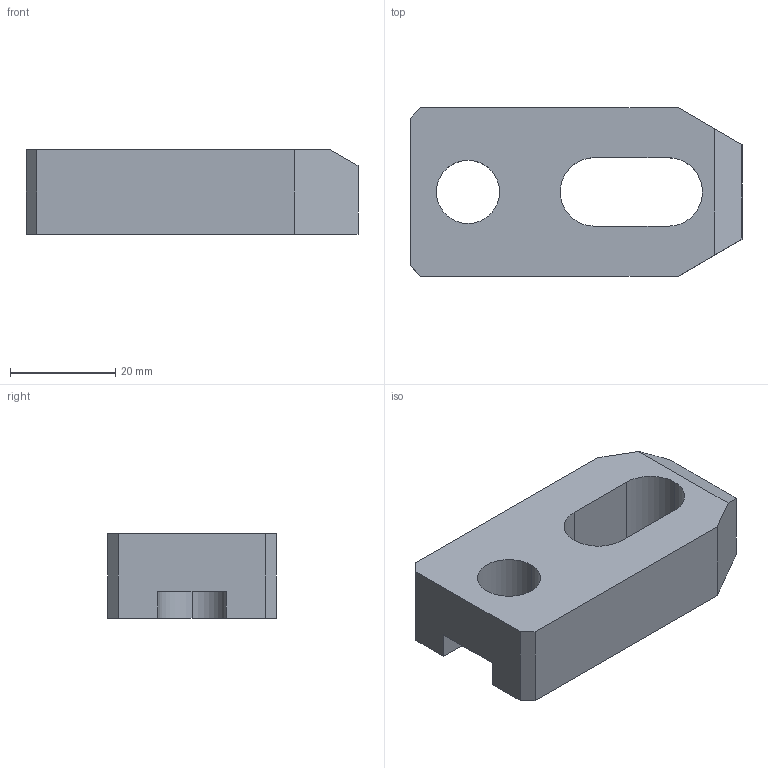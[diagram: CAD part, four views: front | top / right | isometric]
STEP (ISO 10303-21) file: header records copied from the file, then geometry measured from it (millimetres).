
FILE_DESCRIPTION (( 'STEP AP203' ), '1' );
FILE_NAME ('bj153-12063.STEP', '2021-10-24T23:47:42', ( '' ), ( '' ), 'SwSTEP 2.0', 'SolidWorks 2020', '' );
FILE_SCHEMA (( 'CONFIG_CONTROL_DESIGN' ));
Length unit declared in the file: millimetre
Products named in the file (1): bj153-12063
Bounding box: 63 x 32 x 16 mm (x, y, z)
Volume: 22455.2 mm3; surface area: 7481.1 mm2
Topology: 1 solids, 1 shells, 19 faces, 54 edges, 36 vertices
Faces by surface type: plane 14, cylinder 5
Entity records: 703 total; most frequent: CARTESIAN_POINT 110, ORIENTED_EDGE 108, DIRECTION 104, EDGE_CURVE 54, LINE 44, VECTOR 44, VERTEX_POINT 36, AXIS2_PLACEMENT_3D 30
